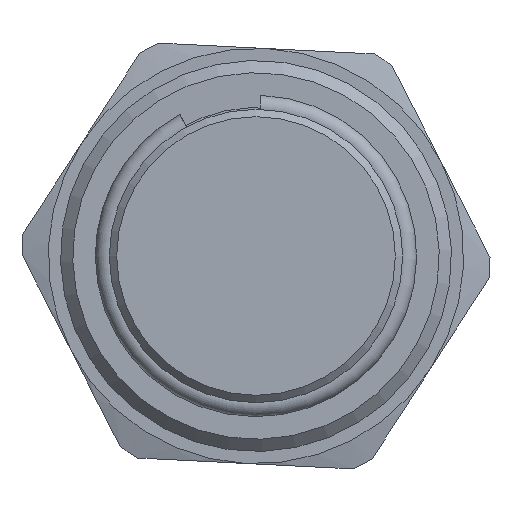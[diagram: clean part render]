
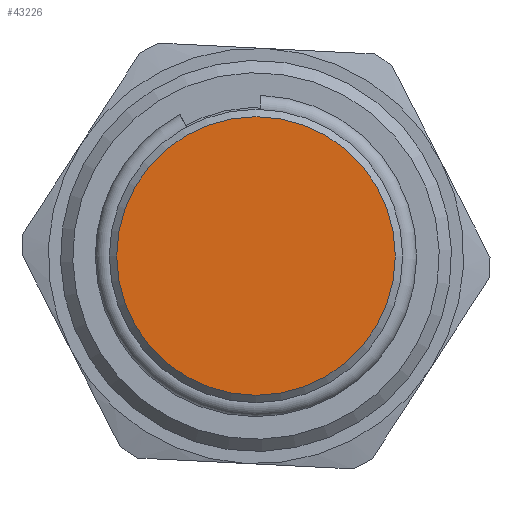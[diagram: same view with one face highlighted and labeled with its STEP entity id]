
A CAD part, left-side view. The second image highlights one B-rep face of the part: STEP entity #43226.
In plain terms, the highlighted planar face has unit normal (-1, 0, 0).
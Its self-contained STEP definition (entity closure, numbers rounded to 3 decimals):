
#43210=CARTESIAN_POINT('',(0.,5.25,0.0));
#43211=DIRECTION('',(-1.0,0.0,0.0));
#43212=DIRECTION('',(0.0,0.0,1.0));
#43213=AXIS2_PLACEMENT_3D('',#43210,#43211,#43212);
#43214=PLANE('',#43213);
#43215=CARTESIAN_POINT('',(0.,5.7,0.));
#43216=VERTEX_POINT('',#43215);
#43217=CARTESIAN_POINT('',(0.,0.0,0.0));
#43218=DIRECTION('',(1.0,0.0,0.0));
#43219=DIRECTION('',(0.0,-1.0,0.0));
#43220=AXIS2_PLACEMENT_3D('',#43217,#43218,#43219);
#43221=CIRCLE('',#43220,5.7);
#43222=EDGE_CURVE('',#43216,#43216,#43221,.T.);
#43223=ORIENTED_EDGE('',*,*,#43222,.F.);
#43224=EDGE_LOOP('',(#43223));
#43225=FACE_OUTER_BOUND('',#43224,.T.);
#43226=ADVANCED_FACE('',(#43225),#43214,.T.);
